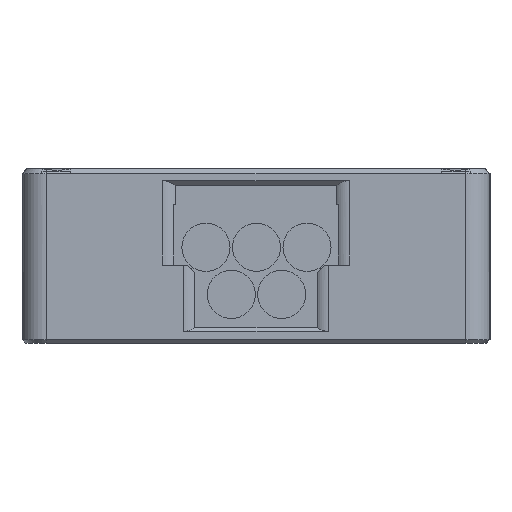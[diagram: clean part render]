
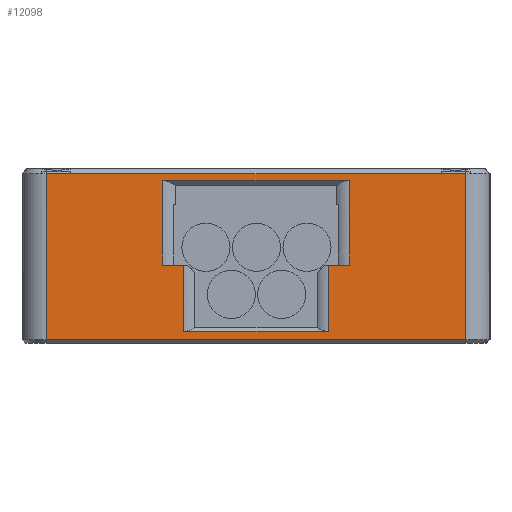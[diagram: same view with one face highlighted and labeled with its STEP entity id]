
A CAD part, left-side view. The second image highlights one B-rep face of the part: STEP entity #12098.
In plain terms, the highlighted face is planar.
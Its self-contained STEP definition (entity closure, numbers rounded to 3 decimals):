
#182=FACE_BOUND('',#1976,.T.);
#327=PLANE('',#12848);
#1207=FACE_OUTER_BOUND('',#1975,.T.);
#1975=EDGE_LOOP('',(#10227,#10228,#10229,#10230,#10231,#10232));
#1976=EDGE_LOOP('',(#10233,#10234,#10235,#10236,#10237,#10238,#10239,#10240));
#3296=LINE('',#21415,#4134);
#3297=LINE('',#21422,#4135);
#3298=LINE('',#21426,#4136);
#3299=LINE('',#21432,#4137);
#3301=LINE('',#21438,#4139);
#3315=LINE('',#21492,#4153);
#3325=LINE('',#21524,#4163);
#3326=LINE('',#21527,#4164);
#3332=LINE('',#21547,#4170);
#3756=LINE('',#27129,#4594);
#3757=LINE('',#27138,#4595);
#3759=LINE('',#27150,#4597);
#3766=LINE('',#27230,#4604);
#3768=LINE('',#27233,#4606);
#4134=VECTOR('',#13592,10.);
#4135=VECTOR('',#13603,10.);
#4136=VECTOR('',#13608,10.);
#4137=VECTOR('',#13615,10.);
#4139=VECTOR('',#13623,10.);
#4153=VECTOR('',#13681,10.);
#4163=VECTOR('',#13717,10.);
#4164=VECTOR('',#13720,10.);
#4170=VECTOR('',#13746,10.);
#4594=VECTOR('',#14482,10.);
#4595=VECTOR('',#14485,10.);
#4597=VECTOR('',#14489,10.);
#4604=VECTOR('',#14530,10.);
#4606=VECTOR('',#14534,10.);
#5022=VERTEX_POINT('',#21412);
#5023=VERTEX_POINT('',#21414);
#5024=VERTEX_POINT('',#21420);
#5025=VERTEX_POINT('',#21424);
#5027=VERTEX_POINT('',#21430);
#5028=VERTEX_POINT('',#21436);
#5044=VERTEX_POINT('',#21484);
#5046=VERTEX_POINT('',#21490);
#5055=VERTEX_POINT('',#21522);
#5056=VERTEX_POINT('',#21526);
#5690=VERTEX_POINT('',#27121);
#5691=VERTEX_POINT('',#27125);
#5692=VERTEX_POINT('',#27127);
#5696=VERTEX_POINT('',#27148);
#6276=EDGE_CURVE('',#5023,#5022,#3296,.T.);
#6280=EDGE_CURVE('',#5024,#5022,#3297,.T.);
#6282=EDGE_CURVE('',#5025,#5024,#3298,.T.);
#6285=EDGE_CURVE('',#5027,#5025,#3299,.T.);
#6288=EDGE_CURVE('',#5027,#5028,#3301,.T.);
#6314=EDGE_CURVE('',#5046,#5044,#3315,.T.);
#6331=EDGE_CURVE('',#5055,#5028,#3325,.T.);
#6332=EDGE_CURVE('',#5023,#5056,#3326,.T.);
#6341=EDGE_CURVE('',#5056,#5055,#3332,.T.);
#7266=EDGE_CURVE('',#5692,#5691,#3756,.T.);
#7269=EDGE_CURVE('',#5691,#5690,#3757,.T.);
#7273=EDGE_CURVE('',#5696,#5692,#3759,.T.);
#7292=EDGE_CURVE('',#5690,#5046,#3766,.T.);
#7294=EDGE_CURVE('',#5044,#5696,#3768,.T.);
#10227=ORIENTED_EDGE('',*,*,#7294,.F.);
#10228=ORIENTED_EDGE('',*,*,#6314,.F.);
#10229=ORIENTED_EDGE('',*,*,#7292,.F.);
#10230=ORIENTED_EDGE('',*,*,#7269,.F.);
#10231=ORIENTED_EDGE('',*,*,#7266,.F.);
#10232=ORIENTED_EDGE('',*,*,#7273,.F.);
#10233=ORIENTED_EDGE('',*,*,#6331,.F.);
#10234=ORIENTED_EDGE('',*,*,#6341,.F.);
#10235=ORIENTED_EDGE('',*,*,#6332,.F.);
#10236=ORIENTED_EDGE('',*,*,#6276,.T.);
#10237=ORIENTED_EDGE('',*,*,#6280,.F.);
#10238=ORIENTED_EDGE('',*,*,#6282,.F.);
#10239=ORIENTED_EDGE('',*,*,#6285,.F.);
#10240=ORIENTED_EDGE('',*,*,#6288,.T.);
#12098=ADVANCED_FACE('',(#1207,#182),#327,.T.);
#12848=AXIS2_PLACEMENT_3D('',#27232,#14532,#14533);
#13592=DIRECTION('',(0.,-1.,0.));
#13603=DIRECTION('',(0.,0.,1.));
#13608=DIRECTION('',(0.,1.,0.));
#13615=DIRECTION('',(0.,0.,-1.));
#13623=DIRECTION('',(0.,-1.,0.));
#13681=DIRECTION('',(0.,-1.,0.));
#13717=DIRECTION('',(0.,0.,-1.));
#13720=DIRECTION('',(0.,0.,1.));
#13746=DIRECTION('',(0.,-1.,0.));
#14482=DIRECTION('',(0.,1.,0.));
#14485=DIRECTION('',(0.,1.,0.));
#14489=DIRECTION('',(0.,1.,0.));
#14530=DIRECTION('',(0.,0.,-1.));
#14532=DIRECTION('center_axis',(1.,0.,0.));
#14533=DIRECTION('ref_axis',(0.,0.,-1.));
#14534=DIRECTION('',(0.,0.,1.));
#21412=CARTESIAN_POINT('',(98.3,23.25,-1.5));
#21414=CARTESIAN_POINT('',(98.3,25.,-1.5));
#21415=CARTESIAN_POINT('',(98.3,20.375,-1.5));
#21420=CARTESIAN_POINT('',(98.3,23.25,-7.));
#21422=CARTESIAN_POINT('',(98.3,23.25,-2.5));
#21424=CARTESIAN_POINT('',(98.3,11.25,-7.));
#21426=CARTESIAN_POINT('',(98.3,19.5,-7.));
#21430=CARTESIAN_POINT('',(98.3,11.25,-1.5));
#21432=CARTESIAN_POINT('',(98.3,11.25,-4.75));
#21436=CARTESIAN_POINT('',(98.3,9.5,-1.5));
#21438=CARTESIAN_POINT('',(98.3,15.,-1.5));
#21484=CARTESIAN_POINT('',(98.3,-0.2,-7.7));
#21490=CARTESIAN_POINT('',(98.3,34.7,-7.7));
#21492=CARTESIAN_POINT('',(98.3,25.875,-7.7));
#21522=CARTESIAN_POINT('',(98.3,9.5,5.5));
#21524=CARTESIAN_POINT('',(98.3,9.5,1.125));
#21526=CARTESIAN_POINT('',(98.3,25.,5.5));
#21527=CARTESIAN_POINT('',(98.3,25.,4.125));
#21547=CARTESIAN_POINT('',(98.3,14.125,5.5));
#27121=CARTESIAN_POINT('',(98.3,34.7,6.1));
#27125=CARTESIAN_POINT('',(98.3,32.654,6.1));
#27127=CARTESIAN_POINT('',(98.3,1.846,6.1));
#27129=CARTESIAN_POINT('',(98.3,8.625,6.1));
#27138=CARTESIAN_POINT('',(98.3,32.654,6.1));
#27148=CARTESIAN_POINT('',(98.3,-0.2,6.1));
#27150=CARTESIAN_POINT('',(98.3,-0.2,6.1));
#27230=CARTESIAN_POINT('',(98.3,34.7,4.375));
#27232=CARTESIAN_POINT('Origin',(98.3,17.25,3.75));
#27233=CARTESIAN_POINT('',(98.3,-0.2,4.375));
